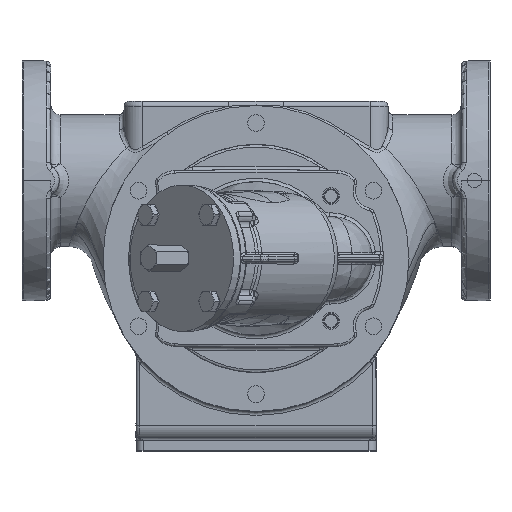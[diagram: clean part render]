
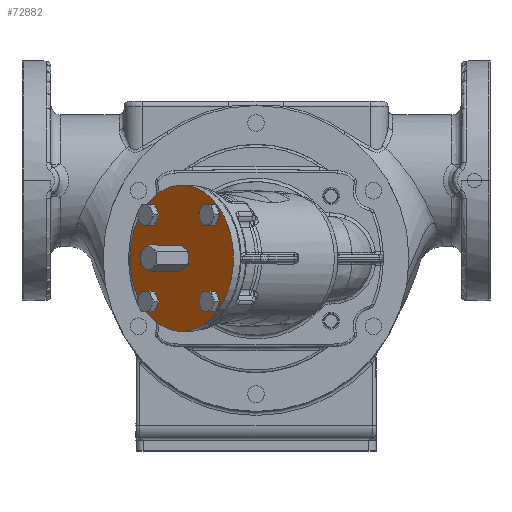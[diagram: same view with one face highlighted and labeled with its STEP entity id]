
A CAD part, top view. The second image highlights one B-rep face of the part: STEP entity #72882.
In plain terms, the highlighted planar face has unit normal (-0.707, 0, 0.707).
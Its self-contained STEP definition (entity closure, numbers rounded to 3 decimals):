
#50192=CARTESIAN_POINT('',(-61.899,0.,
301.825));
#50193=DIRECTION('',(0.707,0.,-0.707));
#50194=DIRECTION('',(0.5,-0.707,0.5));
#50195=AXIS2_PLACEMENT_3D('',#50192,#50193,#50194);
#50197=CARTESIAN_POINT('',(-61.899,0.,
301.825));
#50198=DIRECTION('',(-0.707,0.,0.707));
#50199=DIRECTION('',(0.5,-0.707,0.5));
#50200=AXIS2_PLACEMENT_3D('',#50197,#50198,#50199);
#50202=CARTESIAN_POINT('',(-61.899,0.,
301.825));
#50203=DIRECTION('',(-0.707,0.,0.707));
#50204=DIRECTION('',(-0.5,-0.707,-0.5));
#50205=AXIS2_PLACEMENT_3D('',#50202,#50203,#50204);
#50207=CARTESIAN_POINT('',(-61.899,0.,
301.825));
#50208=DIRECTION('',(-0.707,0.,0.707));
#50209=DIRECTION('',(0.5,0.707,0.5));
#50210=AXIS2_PLACEMENT_3D('',#50207,#50208,#50209);
#50212=CARTESIAN_POINT('',(-36.399,36.062,
327.325));
#50213=DIRECTION('',(0.707,0.,-0.707));
#50214=DIRECTION('',(0.,-1.,0.));
#50215=AXIS2_PLACEMENT_3D('',#50212,#50213,#50214);
#50217=CARTESIAN_POINT('',(-36.399,36.062,
327.325));
#50218=DIRECTION('',(0.707,0.,-0.707));
#50219=DIRECTION('',(0.,1.,0.));
#50220=AXIS2_PLACEMENT_3D('',#50217,#50218,#50219);
#50222=CARTESIAN_POINT('',(-87.399,36.062,
276.325));
#50223=DIRECTION('',(0.707,0.,-0.707));
#50224=DIRECTION('',(0.,-1.,0.));
#50225=AXIS2_PLACEMENT_3D('',#50222,#50223,#50224);
#50227=CARTESIAN_POINT('',(-87.399,36.062,
276.325));
#50228=DIRECTION('',(0.707,0.,-0.707));
#50229=DIRECTION('',(0.,1.,0.));
#50230=AXIS2_PLACEMENT_3D('',#50227,#50228,#50229);
#50232=CARTESIAN_POINT('',(-87.399,-36.062,
276.325));
#50233=DIRECTION('',(0.707,0.,-0.707));
#50234=DIRECTION('',(0.,-1.,0.));
#50235=AXIS2_PLACEMENT_3D('',#50232,#50233,#50234);
#50237=CARTESIAN_POINT('',(-87.399,-36.062,
276.325));
#50238=DIRECTION('',(0.707,0.,-0.707));
#50239=DIRECTION('',(0.,1.,0.));
#50240=AXIS2_PLACEMENT_3D('',#50237,#50238,#50239);
#50242=CARTESIAN_POINT('',(-36.399,-36.062,
327.325));
#50243=DIRECTION('',(0.707,0.,-0.707));
#50244=DIRECTION('',(0.,-1.,0.));
#50245=AXIS2_PLACEMENT_3D('',#50242,#50243,#50244);
#50247=CARTESIAN_POINT('',(-36.399,-36.062,
327.325));
#50248=DIRECTION('',(0.707,0.,-0.707));
#50249=DIRECTION('',(0.,1.,0.));
#50250=AXIS2_PLACEMENT_3D('',#50247,#50248,#50249);
#65079=CARTESIAN_POINT('',(-31.399,-43.134,
332.325));
#65080=CARTESIAN_POINT('',(-92.399,43.134,
271.325));
#65081=VERTEX_POINT('',#65079);
#65082=VERTEX_POINT('',#65080);
#65099=CARTESIAN_POINT('',(-64.524,-3.712,
299.2));
#65100=CARTESIAN_POINT('',(-59.274,3.712,
304.45));
#65101=VERTEX_POINT('',#65099);
#65102=VERTEX_POINT('',#65100);
#65145=CARTESIAN_POINT('',(-36.399,27.962,
327.325));
#65146=CARTESIAN_POINT('',(-36.399,44.162,
327.325));
#65147=VERTEX_POINT('',#65145);
#65148=VERTEX_POINT('',#65146);
#65183=CARTESIAN_POINT('',(-87.399,27.962,
276.325));
#65184=CARTESIAN_POINT('',(-87.399,44.162,
276.325));
#65185=VERTEX_POINT('',#65183);
#65186=VERTEX_POINT('',#65184);
#65221=CARTESIAN_POINT('',(-87.399,-44.162,
276.325));
#65222=CARTESIAN_POINT('',(-87.399,-27.962,
276.325));
#65223=VERTEX_POINT('',#65221);
#65224=VERTEX_POINT('',#65222);
#65259=CARTESIAN_POINT('',(-36.399,-44.162,
327.325));
#65260=CARTESIAN_POINT('',(-36.399,-27.962,
327.325));
#65261=VERTEX_POINT('',#65259);
#65262=VERTEX_POINT('',#65260);
#72843=CARTESIAN_POINT('',(-61.899,0.,
301.825));
#72844=DIRECTION('',(-0.707,0.,0.707));
#72845=DIRECTION('',(0.5,-0.707,0.5));
#72846=AXIS2_PLACEMENT_3D('',#72843,#72844,#72845);
#72847=PLANE('',#72846);
#72848=ORIENTED_EDGE('',*,*,#72837,.T.);
#72849=ORIENTED_EDGE('',*,*,#72823,.F.);
#72850=EDGE_LOOP('',(#72848,#72849));
#72851=FACE_OUTER_BOUND('',#72850,.F.);
#72853=ORIENTED_EDGE('',*,*,#72852,.T.);
#72855=ORIENTED_EDGE('',*,*,#72854,.T.);
#72856=EDGE_LOOP('',(#72853,#72855));
#72857=FACE_BOUND('',#72856,.F.);
#72859=ORIENTED_EDGE('',*,*,#72858,.F.);
#72861=ORIENTED_EDGE('',*,*,#72860,.F.);
#72862=EDGE_LOOP('',(#72859,#72861));
#72863=FACE_BOUND('',#72862,.F.);
#72865=ORIENTED_EDGE('',*,*,#72864,.F.);
#72867=ORIENTED_EDGE('',*,*,#72866,.F.);
#72868=EDGE_LOOP('',(#72865,#72867));
#72869=FACE_BOUND('',#72868,.F.);
#72871=ORIENTED_EDGE('',*,*,#72870,.F.);
#72873=ORIENTED_EDGE('',*,*,#72872,.F.);
#72874=EDGE_LOOP('',(#72871,#72873));
#72875=FACE_BOUND('',#72874,.F.);
#72877=ORIENTED_EDGE('',*,*,#72876,.F.);
#72879=ORIENTED_EDGE('',*,*,#72878,.F.);
#72880=EDGE_LOOP('',(#72877,#72879));
#72881=FACE_BOUND('',#72880,.F.);
#72882=ADVANCED_FACE('',(#72851,#72857,#72863,#72869,#72875,#72881),#72847,.T.);
#50196=CIRCLE('',#50195,61.);
#50201=CIRCLE('',#50200,61.);
#50206=CIRCLE('',#50205,5.25);
#50211=CIRCLE('',#50210,5.25);
#50216=CIRCLE('',#50215,8.1);
#50221=CIRCLE('',#50220,8.1);
#50226=CIRCLE('',#50225,8.1);
#50231=CIRCLE('',#50230,8.1);
#50236=CIRCLE('',#50235,8.1);
#50241=CIRCLE('',#50240,8.1);
#50246=CIRCLE('',#50245,8.1);
#50251=CIRCLE('',#50250,8.1);
#72823=EDGE_CURVE('',#65081,#65082,#50201,.T.);
#72837=EDGE_CURVE('',#65081,#65082,#50196,.T.);
#72852=EDGE_CURVE('',#65101,#65102,#50206,.T.);
#72854=EDGE_CURVE('',#65102,#65101,#50211,.T.);
#72858=EDGE_CURVE('',#65147,#65148,#50216,.T.);
#72860=EDGE_CURVE('',#65148,#65147,#50221,.T.);
#72864=EDGE_CURVE('',#65185,#65186,#50226,.T.);
#72866=EDGE_CURVE('',#65186,#65185,#50231,.T.);
#72870=EDGE_CURVE('',#65223,#65224,#50236,.T.);
#72872=EDGE_CURVE('',#65224,#65223,#50241,.T.);
#72876=EDGE_CURVE('',#65261,#65262,#50246,.T.);
#72878=EDGE_CURVE('',#65262,#65261,#50251,.T.);
